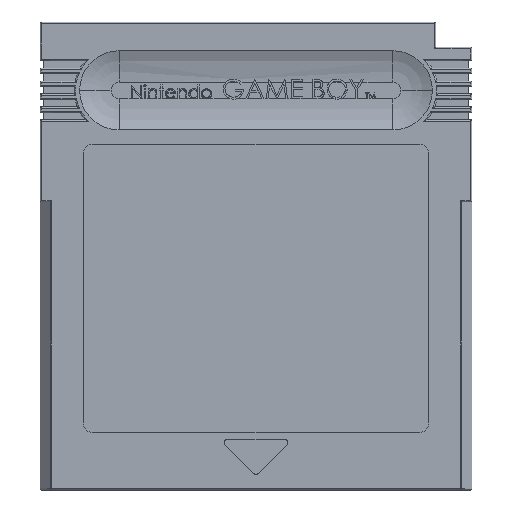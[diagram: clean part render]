
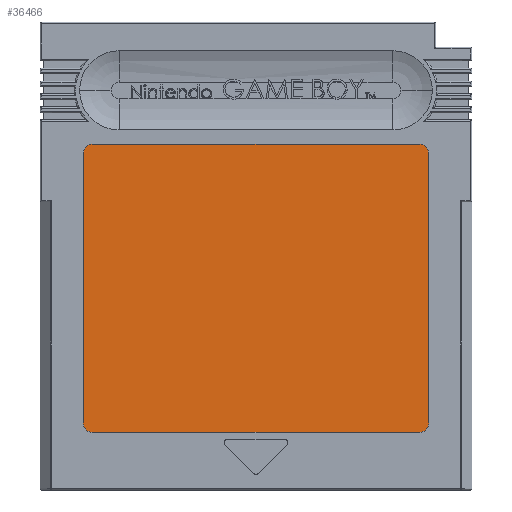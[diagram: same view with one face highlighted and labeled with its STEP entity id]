
A CAD part, top view. The second image highlights one B-rep face of the part: STEP entity #36466.
In plain terms, the highlighted planar face has unit normal (0, 0, 1).
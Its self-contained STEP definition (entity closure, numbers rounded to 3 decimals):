
#1036 = CARTESIAN_POINT ( 'NONE',  ( -8.334, 46.7, 9.795 ) ) ;
#1630 = CIRCLE ( 'NONE', #26706, 1.3 ) ;
#1633 = LINE ( 'NONE', #3377, #1636 ) ;
#1636 = VECTOR ( 'NONE', #3378, 1000. ) ;
#1637 = CIRCLE ( 'NONE', #26707, 1.3 ) ;
#1640 = LINE ( 'NONE', #3386, #1643 ) ;
#1643 = VECTOR ( 'NONE', #3387, 1000. ) ;
#1644 = CIRCLE ( 'NONE', #26708, 1.3 ) ;
#1647 = LINE ( 'NONE', #3395, #1650 ) ;
#1650 = VECTOR ( 'NONE', #3396, 1000. ) ;
#1651 = CIRCLE ( 'NONE', #26709, 1.3 ) ;
#1654 = LINE ( 'NONE', #3404, #1657 ) ;
#1657 = VECTOR ( 'NONE', #3405, 1000. ) ;
#2725 = CARTESIAN_POINT ( 'NONE',  ( -9.634, 48., 9.795 ) ) ;
#2726 = CARTESIAN_POINT ( 'NONE',  ( -8.334, 9.3, 9.795 ) ) ;
#2728 = CARTESIAN_POINT ( 'NONE',  ( -9.634, 8., 9.795 ) ) ;
#2729 = CARTESIAN_POINT ( 'NONE',  ( -55.034, 8., 9.795 ) ) ;
#2730 = CARTESIAN_POINT ( 'NONE',  ( -56.334, 9.3, 9.795 ) ) ;
#2731 = CARTESIAN_POINT ( 'NONE',  ( -56.334, 46.7, 9.795 ) ) ;
#2732 = CARTESIAN_POINT ( 'NONE',  ( -55.034, 48., 9.795 ) ) ;
#3374 = CARTESIAN_POINT ( 'NONE',  ( -9.634, 46.7, 9.795 ) ) ;
#3375 = DIRECTION ( 'NONE',  ( 0., 0., 1. ) ) ;
#3376 = DIRECTION ( 'NONE',  ( -1., 0., 0. ) ) ;
#3377 = CARTESIAN_POINT ( 'NONE',  ( -8.334, 46.7, 9.795 ) ) ;
#3378 = DIRECTION ( 'NONE',  ( 0., 1., 0. ) ) ;
#3383 = CARTESIAN_POINT ( 'NONE',  ( -9.634, 9.3, 9.795 ) ) ;
#3384 = DIRECTION ( 'NONE',  ( 0., 0., 1. ) ) ;
#3385 = DIRECTION ( 'NONE',  ( -1., 0., 0. ) ) ;
#3386 = CARTESIAN_POINT ( 'NONE',  ( -55.034, 8., 9.795 ) ) ;
#3387 = DIRECTION ( 'NONE',  ( 1., 0., 0. ) ) ;
#3392 = CARTESIAN_POINT ( 'NONE',  ( -55.034, 9.3, 9.795 ) ) ;
#3393 = DIRECTION ( 'NONE',  ( 0., 0., 1. ) ) ;
#3394 = DIRECTION ( 'NONE',  ( 1., 0., 0. ) ) ;
#3395 = CARTESIAN_POINT ( 'NONE',  ( -56.334, 46.7, 9.795 ) ) ;
#3396 = DIRECTION ( 'NONE',  ( 0., -1., 0. ) ) ;
#3401 = CARTESIAN_POINT ( 'NONE',  ( -55.034, 46.7, 9.795 ) ) ;
#3402 = DIRECTION ( 'NONE',  ( 0., 0., 1. ) ) ;
#3403 = DIRECTION ( 'NONE',  ( 1., 0., 0. ) ) ;
#3404 = CARTESIAN_POINT ( 'NONE',  ( -55.034, 48., 9.795 ) ) ;
#3405 = DIRECTION ( 'NONE',  ( -1., 0., 0. ) ) ;
#5942 = PLANE ( 'NONE',  #6732 ) ;
#5950 = CARTESIAN_POINT ( 'NONE',  ( -9.634, 46.7, 9.795 ) ) ;
#5951 = DIRECTION ( 'NONE',  ( 0., 0., -1. ) ) ;
#5952 = DIRECTION ( 'NONE',  ( -1., 0., 0. ) ) ;
#6129 = FACE_OUTER_BOUND ( 'NONE', #35661, .T. ) ;
#6732 = AXIS2_PLACEMENT_3D ( 'NONE', #5950, #5951, #5952 ) ;
#18749 = ORIENTED_EDGE ( 'NONE', *, *, #35965, .T. ) ;
#18750 = ORIENTED_EDGE ( 'NONE', *, *, #35979, .T. ) ;
#18751 = ORIENTED_EDGE ( 'NONE', *, *, #35977, .T. ) ;
#18752 = ORIENTED_EDGE ( 'NONE', *, *, #35975, .T. ) ;
#18754 = ORIENTED_EDGE ( 'NONE', *, *, #35973, .T. ) ;
#18755 = ORIENTED_EDGE ( 'NONE', *, *, #35971, .T. ) ;
#18756 = ORIENTED_EDGE ( 'NONE', *, *, #35969, .T. ) ;
#18757 = ORIENTED_EDGE ( 'NONE', *, *, #35967, .T. ) ;
#26706 = AXIS2_PLACEMENT_3D ( 'NONE', #3374, #3375, #3376 ) ;
#26707 = AXIS2_PLACEMENT_3D ( 'NONE', #3383, #3384, #3385 ) ;
#26708 = AXIS2_PLACEMENT_3D ( 'NONE', #3392, #3393, #3394 ) ;
#26709 = AXIS2_PLACEMENT_3D ( 'NONE', #3401, #3402, #3403 ) ;
#34783 = VERTEX_POINT ( 'NONE', #1036 ) ;
#35350 = VERTEX_POINT ( 'NONE', #2725 ) ;
#35351 = VERTEX_POINT ( 'NONE', #2726 ) ;
#35353 = VERTEX_POINT ( 'NONE', #2728 ) ;
#35354 = VERTEX_POINT ( 'NONE', #2729 ) ;
#35355 = VERTEX_POINT ( 'NONE', #2730 ) ;
#35356 = VERTEX_POINT ( 'NONE', #2731 ) ;
#35357 = VERTEX_POINT ( 'NONE', #2732 ) ;
#35661 = EDGE_LOOP ( 'NONE', ( #18749, #18750, #18751, #18752, #18754, #18755, #18756, #18757 ) ) ;
#35965 = EDGE_CURVE ( 'NONE', #34783, #35350, #1630, .T. ) ;
#35967 = EDGE_CURVE ( 'NONE', #35351, #34783, #1633, .T. ) ;
#35969 = EDGE_CURVE ( 'NONE', #35353, #35351, #1637, .T. ) ;
#35971 = EDGE_CURVE ( 'NONE', #35354, #35353, #1640, .T. ) ;
#35973 = EDGE_CURVE ( 'NONE', #35355, #35354, #1644, .T. ) ;
#35975 = EDGE_CURVE ( 'NONE', #35356, #35355, #1647, .T. ) ;
#35977 = EDGE_CURVE ( 'NONE', #35357, #35356, #1651, .T. ) ;
#35979 = EDGE_CURVE ( 'NONE', #35350, #35357, #1654, .T. ) ;
#36466 = ADVANCED_FACE ( 'NONE', ( #6129 ), #5942, .F. ) ;
